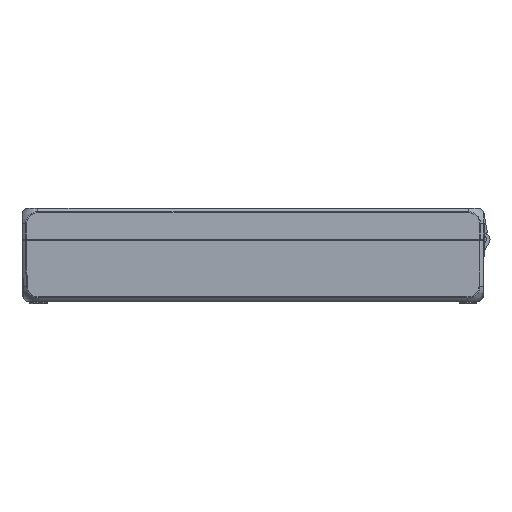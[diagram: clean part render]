
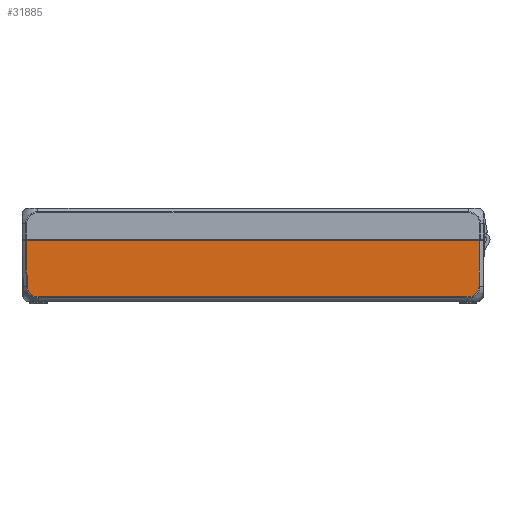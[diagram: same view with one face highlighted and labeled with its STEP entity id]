
A CAD part, front view. The second image highlights one B-rep face of the part: STEP entity #31885.
In plain terms, the highlighted planar face has unit normal (0, -1, -0.018).
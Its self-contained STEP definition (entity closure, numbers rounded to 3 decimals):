
#1994=LINE('',#64998,#3864);
#2225=LINE('',#81218,#4095);
#2228=LINE('',#81467,#4098);
#2229=LINE('',#81666,#4099);
#3864=VECTOR('',#38997,10.);
#4095=VECTOR('',#40238,10.);
#4098=VECTOR('',#40247,10.);
#4099=VECTOR('',#40252,10.);
#5364=PLANE('',#34697);
#8334=FACE_OUTER_BOUND('',#10305,.T.);
#10305=EDGE_LOOP('',(#25142,#25143,#25144,#25145,#25146,#25147));
#13258=B_SPLINE_CURVE_WITH_KNOTS('',3,(#81383,#81384,#81385,#81386,#81387,
#81388,#81389,#81390,#81391,#81392,#81393,#81394,#81395,#81396,#81397,#81398,
#81399,#81400,#81401,#81402,#81403,#81404,#81405,#81406,#81407,#81408,#81409,
#81410,#81411,#81412,#81413,#81414,#81415,#81416,#81417,#81418,#81419,#81420,
#81421,#81422),.UNSPECIFIED.,.F.,.F.,(4,2,2,2,2,2,2,2,2,2,2,2,2,2,2,2,2,
1,1,2,4),(0.,0.046,0.059,0.073,
0.075,0.172,0.174,0.175,
0.285,0.422,0.481,0.658,0.801,
0.817,0.826,0.895,0.971,
1.038,1.072,1.105,1.107),
 .UNSPECIFIED.);
#13260=B_SPLINE_CURVE_WITH_KNOTS('',3,(#81626,#81627,#81628,#81629,#81630,
#81631,#81632,#81633,#81634,#81635,#81636,#81637,#81638,#81639,#81640,#81641,
#81642,#81643,#81644,#81645,#81646,#81647,#81648,#81649,#81650,#81651,#81652,
#81653,#81654,#81655,#81656,#81657,#81658,#81659,#81660,#81661,#81662,#81663,
#81664),.UNSPECIFIED.,.F.,.F.,(4,2,1,2,2,2,2,2,2,2,2,2,2,2,2,2,2,2,2,4),
(0.,0.002,0.033,0.065,
0.137,0.278,0.288,0.308,
0.449,0.522,0.625,0.685,
0.82,0.934,0.935,1.03,
1.036,1.047,1.06,1.106),
 .UNSPECIFIED.);
#14555=VERTEX_POINT('',#64990);
#14557=VERTEX_POINT('',#64996);
#14863=VERTEX_POINT('',#81216);
#14865=VERTEX_POINT('',#81381);
#14866=VERTEX_POINT('',#81465);
#14867=VERTEX_POINT('',#81624);
#17867=EDGE_CURVE('',#14555,#14557,#1994,.T.);
#18489=EDGE_CURVE('',#14863,#14557,#2225,.T.);
#18492=EDGE_CURVE('',#14865,#14863,#13258,.T.);
#18496=EDGE_CURVE('',#14866,#14865,#2228,.T.);
#18498=EDGE_CURVE('',#14867,#14866,#13260,.T.);
#18499=EDGE_CURVE('',#14555,#14867,#2229,.T.);
#25142=ORIENTED_EDGE('',*,*,#18489,.F.);
#25143=ORIENTED_EDGE('',*,*,#18492,.F.);
#25144=ORIENTED_EDGE('',*,*,#18496,.F.);
#25145=ORIENTED_EDGE('',*,*,#18498,.F.);
#25146=ORIENTED_EDGE('',*,*,#18499,.F.);
#25147=ORIENTED_EDGE('',*,*,#17867,.T.);
#31885=ADVANCED_FACE('',(#8334),#5364,.T.);
#34697=AXIS2_PLACEMENT_3D('',#81667,#40253,#40254);
#38997=DIRECTION('',(-1.,0.,0.));
#40238=DIRECTION('',(-0.017,-0.017,1.));
#40247=DIRECTION('',(-1.,0.,0.));
#40252=DIRECTION('',(-0.017,0.017,-1.));
#40253=DIRECTION('center_axis',(0.,-1.,-0.017));
#40254=DIRECTION('ref_axis',(-1.,0.,0.));
#64990=CARTESIAN_POINT('',(146.647,-86.5,-0.8));
#64996=CARTESIAN_POINT('',(-146.647,-86.5,-0.8));
#64998=CARTESIAN_POINT('',(66.,-86.5,-0.8));
#81216=CARTESIAN_POINT('',(-146.135,-85.988,-30.126));
#81218=CARTESIAN_POINT('',(-146.64,-86.494,-1.161));
#81381=CARTESIAN_POINT('',(-138.97,-85.865,-37.153));
#81383=CARTESIAN_POINT('Ctrl Pts',(-138.97,-85.865,
-37.153));
#81384=CARTESIAN_POINT('Ctrl Pts',(-139.124,-85.865,
-37.153));
#81385=CARTESIAN_POINT('Ctrl Pts',(-139.277,-85.865,
-37.151));
#81386=CARTESIAN_POINT('Ctrl Pts',(-139.474,-85.866,-37.139));
#81387=CARTESIAN_POINT('Ctrl Pts',(-139.517,-85.866,
-37.136));
#81388=CARTESIAN_POINT('Ctrl Pts',(-139.607,-85.866,
-37.128));
#81389=CARTESIAN_POINT('Ctrl Pts',(-139.653,-85.866,
-37.124));
#81390=CARTESIAN_POINT('Ctrl Pts',(-139.706,-85.866,
-37.119));
#81391=CARTESIAN_POINT('Ctrl Pts',(-139.714,-85.866,
-37.118));
#81392=CARTESIAN_POINT('Ctrl Pts',(-140.042,-85.867,
-37.083));
#81393=CARTESIAN_POINT('Ctrl Pts',(-140.361,-85.868,
-37.027));
#81394=CARTESIAN_POINT('Ctrl Pts',(-140.68,-85.869,
-36.949));
#81395=CARTESIAN_POINT('Ctrl Pts',(-140.686,-85.869,
-36.947));
#81396=CARTESIAN_POINT('Ctrl Pts',(-140.696,-85.869,
-36.945));
#81397=CARTESIAN_POINT('Ctrl Pts',(-140.7,-85.869,
-36.944));
#81398=CARTESIAN_POINT('Ctrl Pts',(-141.061,-85.871,
-36.853));
#81399=CARTESIAN_POINT('Ctrl Pts',(-141.41,-85.873,
-36.736));
#81400=CARTESIAN_POINT('Ctrl Pts',(-142.169,-85.878,
-36.415));
#81401=CARTESIAN_POINT('Ctrl Pts',(-142.576,-85.882,
-36.196));
#81402=CARTESIAN_POINT('Ctrl Pts',(-143.125,-85.889,-35.828));
#81403=CARTESIAN_POINT('Ctrl Pts',(-143.287,-85.891,
-35.71));
#81404=CARTESIAN_POINT('Ctrl Pts',(-143.907,-85.899,
-35.213));
#81405=CARTESIAN_POINT('Ctrl Pts',(-144.32,-85.907,-34.789));
#81406=CARTESIAN_POINT('Ctrl Pts',(-144.974,-85.922,-33.933));
#81407=CARTESIAN_POINT('Ctrl Pts',(-145.227,-85.929,
-33.52));
#81408=CARTESIAN_POINT('Ctrl Pts',(-145.457,-85.937,
-33.041));
#81409=CARTESIAN_POINT('Ctrl Pts',(-145.48,-85.938,-32.991));
#81410=CARTESIAN_POINT('Ctrl Pts',(-145.515,-85.939,
-32.915));
#81411=CARTESIAN_POINT('Ctrl Pts',(-145.527,-85.94,
-32.887));
#81412=CARTESIAN_POINT('Ctrl Pts',(-145.631,-85.944,
-32.65));
#81413=CARTESIAN_POINT('Ctrl Pts',(-145.713,-85.948,
-32.436));
#81414=CARTESIAN_POINT('Ctrl Pts',(-145.863,-85.956,
-31.975));
#81415=CARTESIAN_POINT('Ctrl Pts',(-145.93,-85.96,
-31.728));
#81416=CARTESIAN_POINT('Ctrl Pts',(-146.03,-85.968,
-31.259));
#81417=CARTESIAN_POINT('Ctrl Pts',(-146.088,-85.974,
-30.926));
#81418=CARTESIAN_POINT('Ctrl Pts',(-146.128,-85.982,
-30.48));
#81419=CARTESIAN_POINT('Ctrl Pts',(-146.133,-85.986,
-30.256));
#81420=CARTESIAN_POINT('Ctrl Pts',(-146.135,-85.988,
-30.138));
#81421=CARTESIAN_POINT('Ctrl Pts',(-146.135,-85.988,
-30.132));
#81422=CARTESIAN_POINT('Ctrl Pts',(-146.135,-85.988,-30.126));
#81465=CARTESIAN_POINT('',(138.97,-85.865,-37.153));
#81467=CARTESIAN_POINT('',(0.,-85.865,-37.153));
#81624=CARTESIAN_POINT('',(146.135,-85.988,-30.126));
#81626=CARTESIAN_POINT('Ctrl Pts',(146.135,-85.988,-30.126));
#81627=CARTESIAN_POINT('Ctrl Pts',(146.135,-85.988,-30.131));
#81628=CARTESIAN_POINT('Ctrl Pts',(146.134,-85.988,-30.137));
#81629=CARTESIAN_POINT('Ctrl Pts',(146.132,-85.986,-30.247));
#81630=CARTESIAN_POINT('Ctrl Pts',(146.127,-85.982,-30.458));
#81631=CARTESIAN_POINT('Ctrl Pts',(146.109,-85.979,-30.668));
#81632=CARTESIAN_POINT('Ctrl Pts',(146.072,-85.973,-31.014));
#81633=CARTESIAN_POINT('Ctrl Pts',(146.033,-85.968,-31.254));
#81634=CARTESIAN_POINT('Ctrl Pts',(145.883,-85.956,-31.955));
#81635=CARTESIAN_POINT('Ctrl Pts',(145.736,-85.948,-32.408));
#81636=CARTESIAN_POINT('Ctrl Pts',(145.535,-85.94,-32.87));
#81637=CARTESIAN_POINT('Ctrl Pts',(145.521,-85.94,-32.901));
#81638=CARTESIAN_POINT('Ctrl Pts',(145.479,-85.938,-32.995));
#81639=CARTESIAN_POINT('Ctrl Pts',(145.449,-85.937,-33.057));
#81640=CARTESIAN_POINT('Ctrl Pts',(145.212,-85.928,-33.542));
#81641=CARTESIAN_POINT('Ctrl Pts',(144.962,-85.921,-33.949));
#81642=CARTESIAN_POINT('Ctrl Pts',(144.527,-85.911,-34.52));
#81643=CARTESIAN_POINT('Ctrl Pts',(144.368,-85.908,-34.706));
#81644=CARTESIAN_POINT('Ctrl Pts',(143.965,-85.901,-35.135));
#81645=CARTESIAN_POINT('Ctrl Pts',(143.712,-85.897,-35.368));
#81646=CARTESIAN_POINT('Ctrl Pts',(143.285,-85.891,-35.71));
#81647=CARTESIAN_POINT('Ctrl Pts',(143.122,-85.889,-35.83));
#81648=CARTESIAN_POINT('Ctrl Pts',(142.578,-85.882,-36.196));
#81649=CARTESIAN_POINT('Ctrl Pts',(142.176,-85.878,-36.413));
#81650=CARTESIAN_POINT('Ctrl Pts',(141.411,-85.873,-36.736));
#81651=CARTESIAN_POINT('Ctrl Pts',(141.049,-85.871,-36.856));
#81652=CARTESIAN_POINT('Ctrl Pts',(140.673,-85.869,-36.949));
#81653=CARTESIAN_POINT('Ctrl Pts',(140.668,-85.869,-36.95));
#81654=CARTESIAN_POINT('Ctrl Pts',(140.354,-85.868,-37.027));
#81655=CARTESIAN_POINT('Ctrl Pts',(140.04,-85.867,-37.082));
#81656=CARTESIAN_POINT('Ctrl Pts',(139.705,-85.866,-37.118));
#81657=CARTESIAN_POINT('Ctrl Pts',(139.686,-85.866,-37.12));
#81658=CARTESIAN_POINT('Ctrl Pts',(139.631,-85.866,-37.125));
#81659=CARTESIAN_POINT('Ctrl Pts',(139.594,-85.866,-37.129));
#81660=CARTESIAN_POINT('Ctrl Pts',(139.512,-85.866,-37.135));
#81661=CARTESIAN_POINT('Ctrl Pts',(139.468,-85.866,-37.139));
#81662=CARTESIAN_POINT('Ctrl Pts',(139.272,-85.865,-37.151));
#81663=CARTESIAN_POINT('Ctrl Pts',(139.121,-85.865,-37.153));
#81664=CARTESIAN_POINT('Ctrl Pts',(138.97,-85.865,-37.153));
#81666=CARTESIAN_POINT('',(146.64,-86.494,-1.161));
#81667=CARTESIAN_POINT('Origin',(132.,-86.514,0.));
